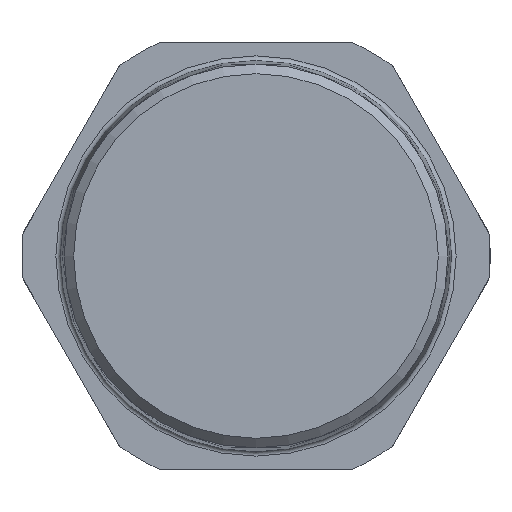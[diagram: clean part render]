
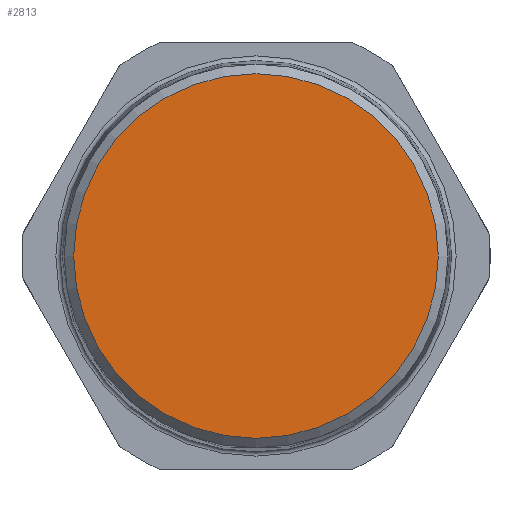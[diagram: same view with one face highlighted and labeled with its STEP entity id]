
A CAD part, left-side view. The second image highlights one B-rep face of the part: STEP entity #2813.
In plain terms, the highlighted planar face has unit normal (-1, 0, 0).
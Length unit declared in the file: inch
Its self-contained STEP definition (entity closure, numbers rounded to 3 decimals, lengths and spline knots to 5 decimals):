
#100=PLANE('',#3245);
#626=FACE_OUTER_BOUND('',#777,.T.);
#777=EDGE_LOOP('',(#2544));
#1065=CIRCLE('',#3246,0.77396);
#1357=VERTEX_POINT('',#5305);
#1762=EDGE_CURVE('',#1357,#1357,#1065,.T.);
#2544=ORIENTED_EDGE('',*,*,#1762,.F.);
#2813=ADVANCED_FACE('',(#626),#100,.T.);
#3245=AXIS2_PLACEMENT_3D('',#5304,#4150,#4151);
#3246=AXIS2_PLACEMENT_3D('',#5306,#4152,#4153);
#4150=DIRECTION('center_axis',(-1.,0.,0.));
#4151=DIRECTION('ref_axis',(0.,0.,
-1.));
#4152=DIRECTION('center_axis',(1.,0.,0.));
#4153=DIRECTION('ref_axis',(0.,1.,0.));
#5304=CARTESIAN_POINT('Origin',(-1.76654,-0.81333,0.));
#5305=CARTESIAN_POINT('',(-1.76654,-0.77396,0.));
#5306=CARTESIAN_POINT('Origin',(-1.76654,0.,
0.));
